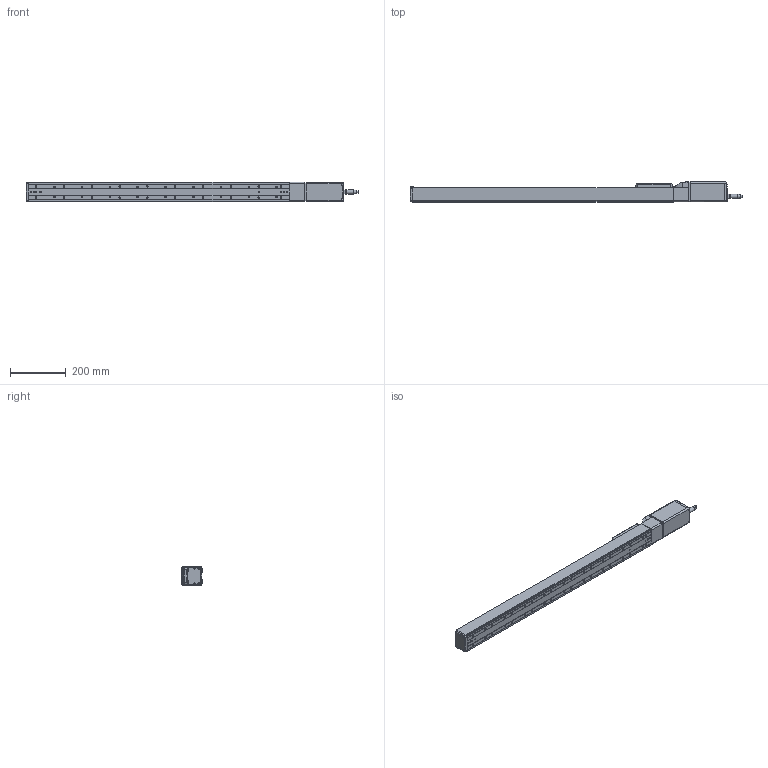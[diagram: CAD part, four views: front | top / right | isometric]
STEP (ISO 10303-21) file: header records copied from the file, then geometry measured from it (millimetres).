
FILE_DESCRIPTION( ( 'STEP AP214' ), ' ' );
FILE_NAME( 'RCP6-SA7C-WA-56P-8-800-P3-N(00).stp', '2018-01-17T11:59:59', ( '' ), ( '' ), ' ', 'PARTsolutions', ' ' );
FILE_SCHEMA( ( 'AUTOMOTIVE_DESIGN { 1 0 10303 214 1 1 1 1 }' ) );
Length unit declared in the file: millimetre
Products named in the file (4): RCP6-SA7C-WA-56P-8-800-P3-N(00); _RCP6-SA7-800-Body; _RCP6-SA7-56P-Motor; _RCP6-SA7C_slider
Assembly tree (3 placements, depth 2):
  RCP6-SA7C-WA-56P-8-800-P3-N(00)
    _RCP6-SA7-800-Body
    _RCP6-SA7-56P-Motor
    _RCP6-SA7C_slider
Bounding box: 1194.5 x 73 x 70 mm (x, y, z)
Volume: 4457025.4 mm3; surface area: 337986.8 mm2
Topology: 3 solids, 3 shells, 704 faces, 1715 edges, 1110 vertices
Faces by surface type: plane 430, cylinder 186, cone 60, torus 16, sphere 12
Full cylindrical faces by diameter (mm): 2.459 x2, 3 x4, 3.242 x1, 4 x4, 4.134 x28, 5 x4, 5.5 x12, 6 x18, 7 x4, 7.2 x2, 8 x2, 8.27 x4, 8.5 x2, 9 x1, 9.5 x18, 14.7 x1
Entity records: 25568 total; most frequent: CARTESIAN_POINT 3957, DIRECTION 3386, ORIENTED_EDGE 2934, EDGE_CURVE 1467, AXIS2_PLACEMENT_3D 1258, VERTEX_POINT 1083, EDGE_LOOP 992, LINE 870
